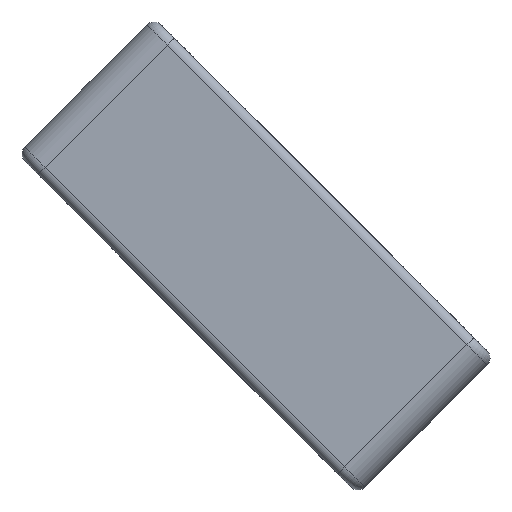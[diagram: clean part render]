
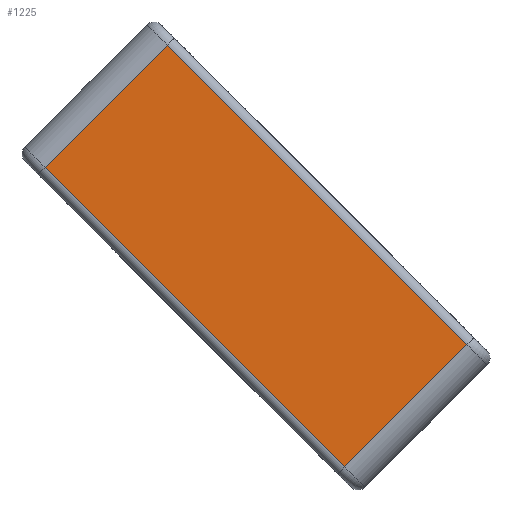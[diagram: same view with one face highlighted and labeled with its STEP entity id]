
A CAD part, front view. The second image highlights one B-rep face of the part: STEP entity #1225.
In plain terms, the highlighted planar face has unit normal (0, -1, 0).
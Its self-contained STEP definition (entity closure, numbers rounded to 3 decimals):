
#188=PLANE('',#1374);
#233=FACE_OUTER_BOUND('',#320,.T.);
#320=EDGE_LOOP('',(#957,#958,#959,#960));
#401=LINE('',#2064,#465);
#411=LINE('',#2133,#475);
#412=LINE('',#2137,#476);
#413=LINE('',#2138,#477);
#465=VECTOR('',#1633,10.);
#475=VECTOR('',#1691,10.);
#476=VECTOR('',#1696,10.);
#477=VECTOR('',#1697,10.);
#559=VERTEX_POINT('',#2058);
#560=VERTEX_POINT('',#2062);
#575=VERTEX_POINT('',#2132);
#576=VERTEX_POINT('',#2136);
#694=EDGE_CURVE('',#560,#559,#401,.T.);
#717=EDGE_CURVE('',#559,#575,#411,.T.);
#719=EDGE_CURVE('',#576,#560,#412,.T.);
#720=EDGE_CURVE('',#575,#576,#413,.T.);
#957=ORIENTED_EDGE('',*,*,#694,.F.);
#958=ORIENTED_EDGE('',*,*,#719,.F.);
#959=ORIENTED_EDGE('',*,*,#720,.F.);
#960=ORIENTED_EDGE('',*,*,#717,.F.);
#1225=ADVANCED_FACE('',(#233),#188,.T.);
#1374=AXIS2_PLACEMENT_3D('',#2135,#1694,#1695);
#1633=DIRECTION('',(-0.707,0.,0.707));
#1691=DIRECTION('',(0.707,0.,0.707));
#1694=DIRECTION('center_axis',(0.,-1.,0.));
#1695=DIRECTION('ref_axis',(0.707,0.,-0.707));
#1696=DIRECTION('',(-0.707,0.,-0.707));
#1697=DIRECTION('',(0.707,0.,-0.707));
#2058=CARTESIAN_POINT('',(-40.714,-19.,-68.336));
#2062=CARTESIAN_POINT('',(-9.601,-19.,-99.448));
#2064=CARTESIAN_POINT('',(-33.996,-19.,-75.053));
#2132=CARTESIAN_POINT('',(-27.986,-19.,-55.608));
#2133=CARTESIAN_POINT('',(-37.885,-19.,-65.507));
#2135=CARTESIAN_POINT('Origin',(-40.007,-19.,-63.386));
#2136=CARTESIAN_POINT('',(3.127,-19.,-86.72));
#2137=CARTESIAN_POINT('',(-6.773,-19.,-96.62));
#2138=CARTESIAN_POINT('',(-21.268,-19.,-62.325));
